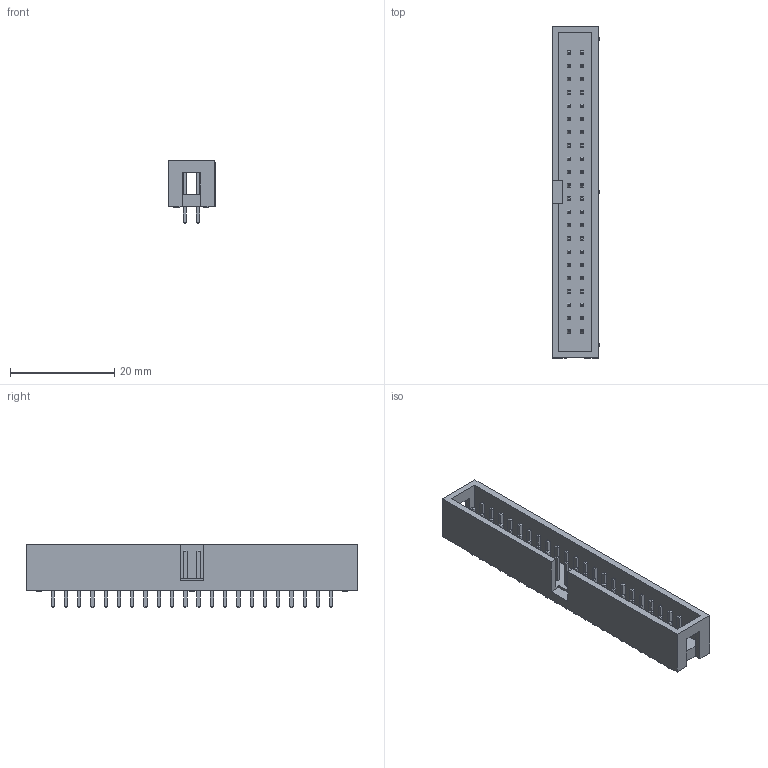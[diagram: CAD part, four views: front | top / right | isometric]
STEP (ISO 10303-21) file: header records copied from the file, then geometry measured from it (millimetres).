
FILE_DESCRIPTION(/* description */ ('model of IDC-Header_2x22_P2.54mm_Vertical'),/* implementation_level */ '2;1');
FILE_NAME(/* name */ 'IDC-Header_2x22_P2.54mm_Vertical.step',/* time_stamp */ '2024-03-27T21:39:07',/* author */ ('KiCAD','kicad'),/* organization */ ('OCCT'),/* preprocessor_version */ '',/* originating_system */ 'KiCAD',/* authorisation */ '');
FILE_SCHEMA(('AUTOMOTIVE_DESIGN { 1 0 10303 214 1 1 1 1 }'));
Length unit declared in the file: millimetre
Products named in the file (1): IDC-Header_2x22_P2.54mm_Vertical
Bounding box: 9.1 x 63.54 x 12.1 mm (x, y, z)
Volume: 2511.9 mm3; surface area: 4168.1 mm2
Topology: 1 solids, 1 shells, 834 faces, 1874 edges, 1132 vertices
Faces by surface type: plane 825, cylinder 9
Full cylindrical faces by diameter (mm): 1 x6
Entity records: 32955 total; most frequent: CARTESIAN_POINT 3841, ORIENTED_EDGE 3748, DIRECTION 3562, EDGE_CURVE 1874, LINE 1856, VECTOR 1856, PRESENTATION_STYLE_ASSIGNMENT 1186, SURFACE_STYLE_USAGE 1186
